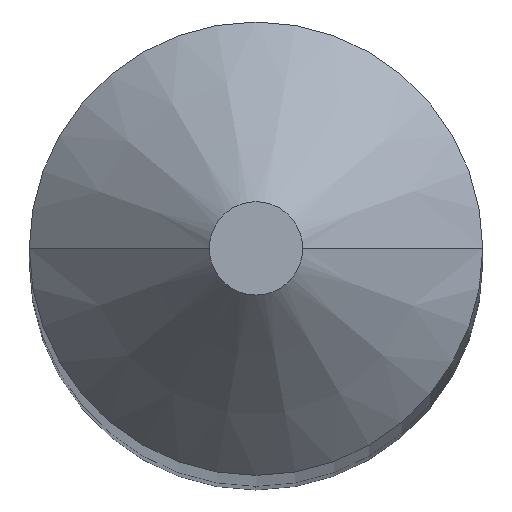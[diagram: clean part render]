
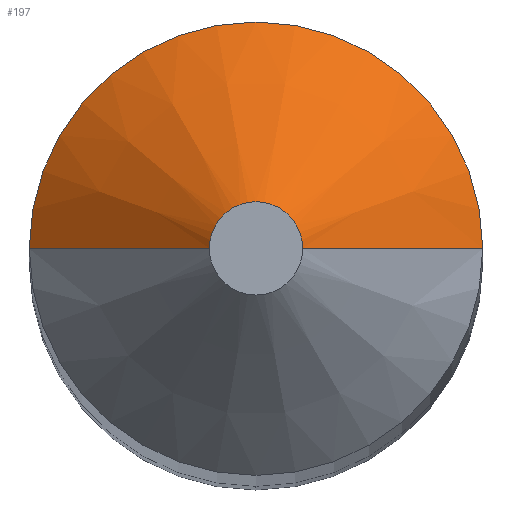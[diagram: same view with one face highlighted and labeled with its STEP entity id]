
A CAD part, top view. The second image highlights one B-rep face of the part: STEP entity #197.
In plain terms, the highlighted conical face has half-angle 45 degrees and reference radius 1 mm.
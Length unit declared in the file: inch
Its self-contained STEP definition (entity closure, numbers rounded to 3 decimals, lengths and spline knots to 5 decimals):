
#12 = CARTESIAN_POINT ( 'NONE',  ( 0., 0., -0.03125 ) ) ;
#27 = ORIENTED_EDGE ( 'NONE', *, *, #354, .F. ) ;
#28 = AXIS2_PLACEMENT_3D ( 'NONE', #12, #89, #92 ) ;
#58 = AXIS2_PLACEMENT_3D ( 'NONE', #62, #214, #178 ) ;
#62 = CARTESIAN_POINT ( 'NONE',  ( 0., 0., 0. ) ) ;
#73 = EDGE_CURVE ( 'NONE', #390, #140, #194, .T. ) ;
#85 = CARTESIAN_POINT ( 'NONE',  ( -0.03935, 0., -0.03125 ) ) ;
#86 = CIRCLE ( 'NONE', #28, 0.03935 ) ;
#89 = DIRECTION ( 'NONE',  ( 0., 0., 1. ) ) ;
#92 = DIRECTION ( 'NONE',  ( 1., 0., 0. ) ) ;
#113 = CARTESIAN_POINT ( 'NONE',  ( 0.03935, 0., -0.03125 ) ) ;
#132 = VECTOR ( 'NONE', #388, 39.37008 ) ;
#135 = DIRECTION ( 'NONE',  ( -1., 0., 0. ) ) ;
#137 = EDGE_CURVE ( 'NONE', #140, #243, #86, .T. ) ;
#140 = VERTEX_POINT ( 'NONE', #113 ) ;
#143 = VERTEX_POINT ( 'NONE', #283 ) ;
#151 = EDGE_CURVE ( 'NONE', #143, #243, #177, .T. ) ;
#177 = LINE ( 'NONE', #364, #132 ) ;
#178 = DIRECTION ( 'NONE',  ( 1., 0., 0. ) ) ;
#194 = LINE ( 'NONE', #312, #386 ) ;
#197 = ADVANCED_FACE ( 'NONE', ( #371 ), #302, .T. ) ;
#214 = DIRECTION ( 'NONE',  ( 0., 0., 1. ) ) ;
#230 = CARTESIAN_POINT ( 'NONE',  ( 0., 0., -0.03125 ) ) ;
#238 = CIRCLE ( 'NONE', #58, 0.0081 ) ;
#240 = EDGE_LOOP ( 'NONE', ( #27, #332, #377, #268 ) ) ;
#243 = VERTEX_POINT ( 'NONE', #85 ) ;
#268 = ORIENTED_EDGE ( 'NONE', *, *, #151, .F. ) ;
#274 = CARTESIAN_POINT ( 'NONE',  ( 0.0081, 0., 0. ) ) ;
#283 = CARTESIAN_POINT ( 'NONE',  ( -0.0081, 0., 0. ) ) ;
#295 = AXIS2_PLACEMENT_3D ( 'NONE', #230, #320, #135 ) ;
#302 = CONICAL_SURFACE ( 'NONE', #295, 0.03935, 0.785 ) ;
#312 = CARTESIAN_POINT ( 'NONE',  ( 0.03935, 0., -0.03125 ) ) ;
#314 = DIRECTION ( 'NONE',  ( 0.707, 0., -0.707 ) ) ;
#320 = DIRECTION ( 'NONE',  ( 0., 0., -1. ) ) ;
#332 = ORIENTED_EDGE ( 'NONE', *, *, #73, .T. ) ;
#354 = EDGE_CURVE ( 'NONE', #390, #143, #238, .T. ) ;
#364 = CARTESIAN_POINT ( 'NONE',  ( -0.03935, 0., -0.03125 ) ) ;
#371 = FACE_OUTER_BOUND ( 'NONE', #240, .T. ) ;
#377 = ORIENTED_EDGE ( 'NONE', *, *, #137, .T. ) ;
#386 = VECTOR ( 'NONE', #314, 39.37008 ) ;
#388 = DIRECTION ( 'NONE',  ( -0.707, 0., -0.707 ) ) ;
#390 = VERTEX_POINT ( 'NONE', #274 ) ;
